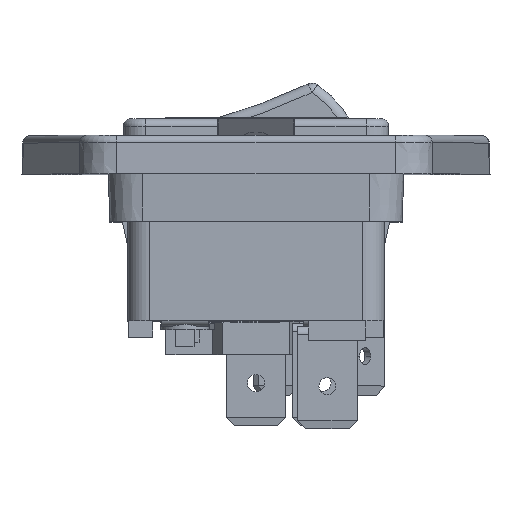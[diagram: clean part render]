
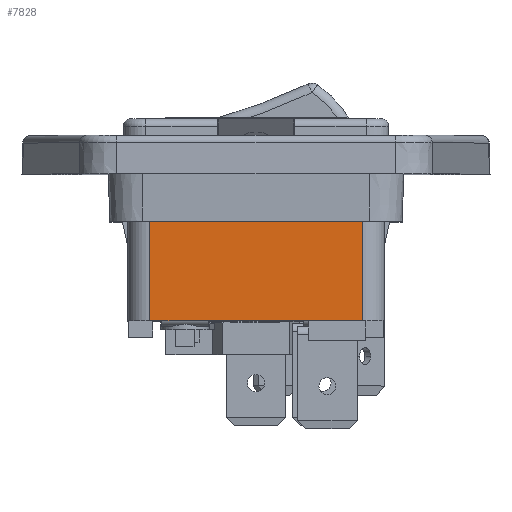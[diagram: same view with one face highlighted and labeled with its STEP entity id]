
A CAD part, top view. The second image highlights one B-rep face of the part: STEP entity #7828.
In plain terms, the highlighted planar face has unit normal (0, 0, 1).
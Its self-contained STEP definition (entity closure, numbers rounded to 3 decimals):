
#384 = ORIENTED_EDGE ( 'NONE', *, *, #6234, .F. ) ;
#1446 = VERTEX_POINT ( 'NONE', #37100 ) ;
#1699 = CARTESIAN_POINT ( 'NONE',  ( 0.002, -6.043, 47.188 ) ) ;
#1898 = B_SPLINE_CURVE_WITH_KNOTS ( 'NONE', 3,
 ( #21995, #43257, #51687, #5928, #17647, #39156 ),
 .UNSPECIFIED., .F., .F.,
 ( 4, 1, 1, 4 ),
 ( 0., 0.333, 0.667, 1. ),
 .UNSPECIFIED. ) ;
#4005 = CARTESIAN_POINT ( 'NONE',  ( -0.253, -2.083, 47.188 ) ) ;
#4302 = DIRECTION ( 'NONE',  ( -1., 0., 0. ) ) ;
#4474 = CARTESIAN_POINT ( 'NONE',  ( -11.162, -19.553, 47.188 ) ) ;
#5527 = CARTESIAN_POINT ( 'NONE',  ( -0.031, -5.617, 47.188 ) ) ;
#5928 = CARTESIAN_POINT ( 'NONE',  ( 0.1, -4.755, 47.188 ) ) ;
#6234 = EDGE_CURVE ( 'NONE', #44893, #14488, #15794, .T. ) ;
#7623 = CARTESIAN_POINT ( 'NONE',  ( -11.162, -2.083, 47.188 ) ) ;
#7828 = ADVANCED_FACE ( 'NONE', ( #27732 ), #37239, .T. ) ;
#8726 = EDGE_CURVE ( 'NONE', #27878, #28683, #44405, .T. ) ;
#9512 = EDGE_CURVE ( 'NONE', #27878, #1446, #1898, .T. ) ;
#10010 = VECTOR ( 'NONE', #49509, 1000. ) ;
#10194 = LINE ( 'NONE', #43435, #11412 ) ;
#11412 = VECTOR ( 'NONE', #26814, 1000. ) ;
#12331 = CARTESIAN_POINT ( 'NONE',  ( -11.162, -2.083, 47.188 ) ) ;
#12758 = LINE ( 'NONE', #13578, #44222 ) ;
#13578 = CARTESIAN_POINT ( 'NONE',  ( 11.168, -19.553, 47.188 ) ) ;
#13874 = ORIENTED_EDGE ( 'NONE', *, *, #9512, .T. ) ;
#13949 = ORIENTED_EDGE ( 'NONE', *, *, #28100, .F. ) ;
#14488 = VERTEX_POINT ( 'NONE', #4005 ) ;
#14513 = CARTESIAN_POINT ( 'NONE',  ( -0.253, -2.083, 47.188 ) ) ;
#15278 = DIRECTION ( 'NONE',  ( 1., 0., 0. ) ) ;
#15558 = EDGE_CURVE ( 'NONE', #44893, #17168, #20102, .T. ) ;
#15794 = LINE ( 'NONE', #7623, #21983 ) ;
#17168 = VERTEX_POINT ( 'NONE', #4474 ) ;
#17647 = CARTESIAN_POINT ( 'NONE',  ( 0.036, -5.617, 47.188 ) ) ;
#19585 = CARTESIAN_POINT ( 'NONE',  ( 0.003, -10.818, 47.188 ) ) ;
#19881 = CARTESIAN_POINT ( 'NONE',  ( 0.258, -2.083, 47.188 ) ) ;
#19889 = DIRECTION ( 'NONE',  ( 1., 0., 0. ) ) ;
#20102 = LINE ( 'NONE', #36728, #10010 ) ;
#20268 = B_SPLINE_CURVE_WITH_KNOTS ( 'NONE', 3,
 ( #1699, #5527, #51562, #26227, #51283, #14513 ),
 .UNSPECIFIED., .F., .F.,
 ( 4, 1, 1, 4 ),
 ( 0., 0.333, 0.667, 1. ),
 .UNSPECIFIED. ) ;
#20561 = CARTESIAN_POINT ( 'NONE',  ( 0.258, -2.083, 47.188 ) ) ;
#21750 = EDGE_CURVE ( 'NONE', #1446, #14488, #20268, .T. ) ;
#21983 = VECTOR ( 'NONE', #19889, 1000. ) ;
#21995 = CARTESIAN_POINT ( 'NONE',  ( 0.258, -2.083, 47.188 ) ) ;
#24756 = ORIENTED_EDGE ( 'NONE', *, *, #8726, .F. ) ;
#26114 = ORIENTED_EDGE ( 'NONE', *, *, #21750, .T. ) ;
#26227 = CARTESIAN_POINT ( 'NONE',  ( -0.179, -3.435, 47.188 ) ) ;
#26814 = DIRECTION ( 'NONE',  ( 0., -1., 0. ) ) ;
#27732 = FACE_OUTER_BOUND ( 'NONE', #42510, .T. ) ;
#27878 = VERTEX_POINT ( 'NONE', #20561 ) ;
#28100 = EDGE_CURVE ( 'NONE', #28683, #40363, #10194, .T. ) ;
#28683 = VERTEX_POINT ( 'NONE', #40638 ) ;
#36205 = DIRECTION ( 'NONE',  ( -1., 0., 0. ) ) ;
#36424 = CARTESIAN_POINT ( 'NONE',  ( 11.168, -19.553, 47.188 ) ) ;
#36728 = CARTESIAN_POINT ( 'NONE',  ( -11.162, -2.083, 47.188 ) ) ;
#37100 = CARTESIAN_POINT ( 'NONE',  ( 0.002, -6.043, 47.188 ) ) ;
#37239 = PLANE ( 'NONE',  #53457 ) ;
#39156 = CARTESIAN_POINT ( 'NONE',  ( 0.002, -6.043, 47.188 ) ) ;
#39318 = ORIENTED_EDGE ( 'NONE', *, *, #15558, .T. ) ;
#40363 = VERTEX_POINT ( 'NONE', #36424 ) ;
#40638 = CARTESIAN_POINT ( 'NONE',  ( 11.168, -2.083, 47.188 ) ) ;
#42510 = EDGE_LOOP ( 'NONE', ( #26114, #384, #39318, #53903, #13949, #24756, #13874 ) ) ;
#43257 = CARTESIAN_POINT ( 'NONE',  ( 0.234, -2.537, 47.188 ) ) ;
#43435 = CARTESIAN_POINT ( 'NONE',  ( 11.168, -2.083, 47.188 ) ) ;
#44222 = VECTOR ( 'NONE', #4302, 1000. ) ;
#44364 = DIRECTION ( 'NONE',  ( 0., 0., 1. ) ) ;
#44405 = LINE ( 'NONE', #19881, #45658 ) ;
#44893 = VERTEX_POINT ( 'NONE', #12331 ) ;
#45658 = VECTOR ( 'NONE', #15278, 1000. ) ;
#45690 = EDGE_CURVE ( 'NONE', #40363, #17168, #12758, .T. ) ;
#49509 = DIRECTION ( 'NONE',  ( 0., -1., 0. ) ) ;
#51283 = CARTESIAN_POINT ( 'NONE',  ( -0.229, -2.537, 47.188 ) ) ;
#51562 = CARTESIAN_POINT ( 'NONE',  ( -0.095, -4.755, 47.188 ) ) ;
#51687 = CARTESIAN_POINT ( 'NONE',  ( 0.184, -3.435, 47.188 ) ) ;
#53457 = AXIS2_PLACEMENT_3D ( 'NONE', #19585, #44364, #36205 ) ;
#53903 = ORIENTED_EDGE ( 'NONE', *, *, #45690, .F. ) ;
